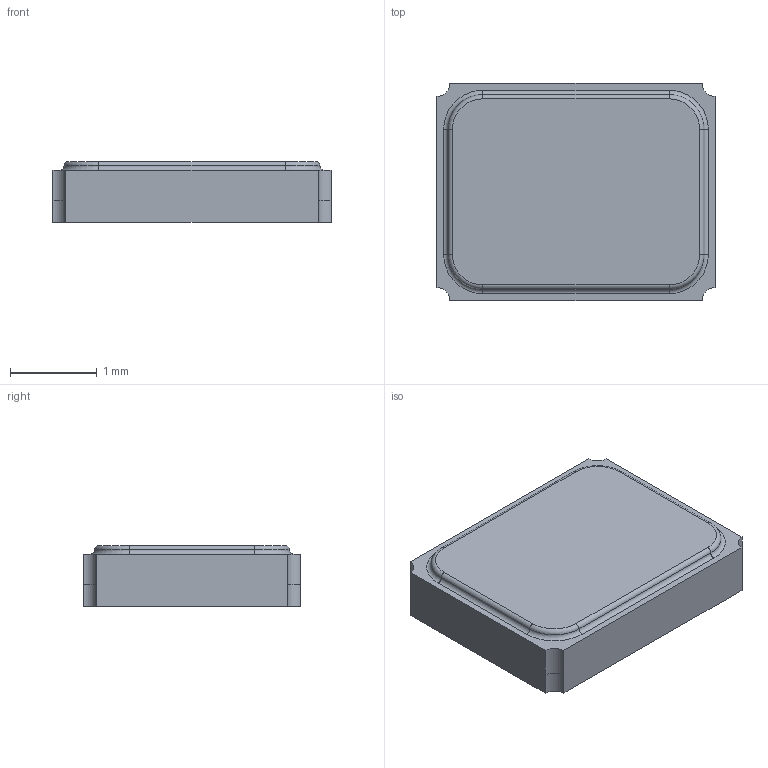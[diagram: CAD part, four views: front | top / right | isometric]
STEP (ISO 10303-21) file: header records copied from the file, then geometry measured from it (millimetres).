
FILE_DESCRIPTION(/* description */ ('Unknown'),/* implementation_level */ '2;1');
FILE_NAME(/* name */ 'RH100-16.000-12-1010-EXT-TR',/* time_stamp */ '2024-07-02T08:53:19+02:00',/* author */ ('Unknown'),/* organization */ ('Unknown'),/* preprocessor_version */ 'ST-DEVELOPER v19.4',/* originating_system */ 'Solid Edge',/* authorisation */ 'Unknown');
FILE_SCHEMA (('AUTOMOTIVE_DESIGN {1 0 10303 214 3 1 1}'));
Length unit declared in the file: millimetre
Products named in the file (1): RH100-16.000-12-1010-EXT-TR
Bounding box: 3.2 x 2.5 x 0.7 mm (x, y, z)
Volume: 5.4 mm3; surface area: 23.1 mm2
Topology: 1 solids, 1 shells, 35 faces, 109 edges, 77 vertices
Faces by surface type: cylinder 16, plane 11, torus 8
Entity records: 1517 total; most frequent: CARTESIAN_POINT 222, DIRECTION 221, ORIENTED_EDGE 218, EDGE_CURVE 109, VERTEX_POINT 77, AXIS2_PLACEMENT_3D 76, LINE 69, VECTOR 69
